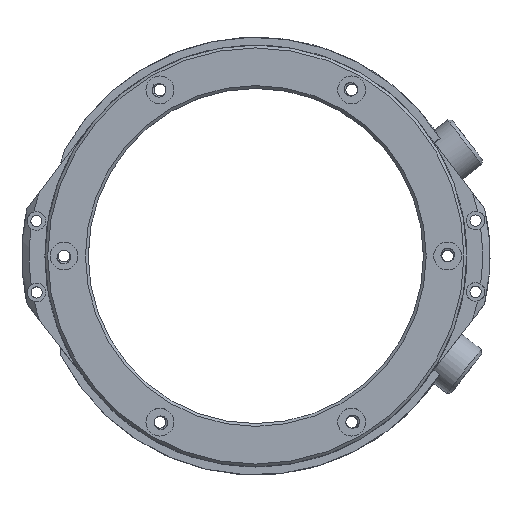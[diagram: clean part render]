
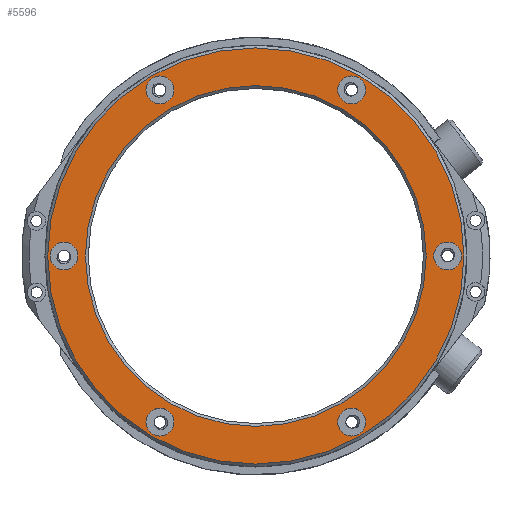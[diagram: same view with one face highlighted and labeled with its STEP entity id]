
A CAD part, top view. The second image highlights one B-rep face of the part: STEP entity #5596.
In plain terms, the highlighted planar face has unit normal (0, 0, 1).
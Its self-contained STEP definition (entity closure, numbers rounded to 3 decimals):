
#81=FACE_BOUND('',#732,.T.);
#82=FACE_BOUND('',#733,.T.);
#83=FACE_BOUND('',#734,.T.);
#84=FACE_BOUND('',#735,.T.);
#85=FACE_BOUND('',#736,.T.);
#86=FACE_BOUND('',#737,.T.);
#87=FACE_BOUND('',#738,.T.);
#142=PLANE('',#6021);
#386=FACE_OUTER_BOUND('',#731,.T.);
#731=EDGE_LOOP('',(#4492));
#732=EDGE_LOOP('',(#4493));
#733=EDGE_LOOP('',(#4494));
#734=EDGE_LOOP('',(#4495));
#735=EDGE_LOOP('',(#4496));
#736=EDGE_LOOP('',(#4497));
#737=EDGE_LOOP('',(#4498));
#738=EDGE_LOOP('',(#4499));
#950=CIRCLE('',#6019,18.3);
#952=CIRCLE('',#6022,22.35);
#953=CIRCLE('',#6023,1.5);
#954=CIRCLE('',#6024,1.5);
#955=CIRCLE('',#6025,1.5);
#956=CIRCLE('',#6026,1.5);
#957=CIRCLE('',#6027,1.5);
#958=CIRCLE('',#6028,1.5);
#2540=VERTEX_POINT('',#14273);
#2542=VERTEX_POINT('',#14279);
#2543=VERTEX_POINT('',#14281);
#2544=VERTEX_POINT('',#14283);
#2545=VERTEX_POINT('',#14285);
#2546=VERTEX_POINT('',#14287);
#2547=VERTEX_POINT('',#14289);
#2548=VERTEX_POINT('',#14291);
#3312=EDGE_CURVE('',#2540,#2540,#950,.T.);
#3315=EDGE_CURVE('',#2542,#2542,#952,.T.);
#3316=EDGE_CURVE('',#2543,#2543,#953,.T.);
#3317=EDGE_CURVE('',#2544,#2544,#954,.T.);
#3318=EDGE_CURVE('',#2545,#2545,#955,.T.);
#3319=EDGE_CURVE('',#2546,#2546,#956,.T.);
#3320=EDGE_CURVE('',#2547,#2547,#957,.T.);
#3321=EDGE_CURVE('',#2548,#2548,#958,.T.);
#4492=ORIENTED_EDGE('',*,*,#3315,.F.);
#4493=ORIENTED_EDGE('',*,*,#3316,.T.);
#4494=ORIENTED_EDGE('',*,*,#3317,.T.);
#4495=ORIENTED_EDGE('',*,*,#3318,.T.);
#4496=ORIENTED_EDGE('',*,*,#3319,.T.);
#4497=ORIENTED_EDGE('',*,*,#3320,.T.);
#4498=ORIENTED_EDGE('',*,*,#3321,.T.);
#4499=ORIENTED_EDGE('',*,*,#3312,.F.);
#5596=ADVANCED_FACE('',(#386,#81,#82,#83,#84,#85,#86,#87),#142,.T.);
#6019=AXIS2_PLACEMENT_3D('',#14274,#7040,#7041);
#6021=AXIS2_PLACEMENT_3D('',#14278,#7045,#7046);
#6022=AXIS2_PLACEMENT_3D('',#14280,#7047,#7048);
#6023=AXIS2_PLACEMENT_3D('',#14282,#7049,#7050);
#6024=AXIS2_PLACEMENT_3D('',#14284,#7051,#7052);
#6025=AXIS2_PLACEMENT_3D('',#14286,#7053,#7054);
#6026=AXIS2_PLACEMENT_3D('',#14288,#7055,#7056);
#6027=AXIS2_PLACEMENT_3D('',#14290,#7057,#7058);
#6028=AXIS2_PLACEMENT_3D('',#14292,#7059,#7060);
#7040=DIRECTION('center_axis',(0.,0.,1.));
#7041=DIRECTION('ref_axis',(1.,0.,0.));
#7045=DIRECTION('center_axis',(0.,0.,1.));
#7046=DIRECTION('ref_axis',(1.,0.,0.));
#7047=DIRECTION('center_axis',(0.,0.,-1.));
#7048=DIRECTION('ref_axis',(1.,0.,0.));
#7049=DIRECTION('center_axis',(0.,0.,-1.));
#7050=DIRECTION('ref_axis',(-0.5,0.866,0.));
#7051=DIRECTION('center_axis',(0.,0.,-1.));
#7052=DIRECTION('ref_axis',(0.5,0.866,0.));
#7053=DIRECTION('center_axis',(0.,0.,-1.));
#7054=DIRECTION('ref_axis',(1.,0.,0.));
#7055=DIRECTION('center_axis',(0.,0.,-1.));
#7056=DIRECTION('ref_axis',(0.5,-0.866,0.));
#7057=DIRECTION('center_axis',(0.,0.,-1.));
#7058=DIRECTION('ref_axis',(-0.5,-0.866,0.));
#7059=DIRECTION('center_axis',(0.,0.,-1.));
#7060=DIRECTION('ref_axis',(-1.,0.,0.));
#14273=CARTESIAN_POINT('',(-18.3,0.,6.5));
#14274=CARTESIAN_POINT('Origin',(0.,0.,6.5));
#14278=CARTESIAN_POINT('Origin',(0.,0.,6.5));
#14279=CARTESIAN_POINT('',(-22.35,0.,6.5));
#14280=CARTESIAN_POINT('Origin',(0.,0.,6.5));
#14281=CARTESIAN_POINT('',(11.05,-19.139,6.5));
#14282=CARTESIAN_POINT('Origin',(10.3,-17.84,6.5));
#14283=CARTESIAN_POINT('',(-11.05,-19.139,6.5));
#14284=CARTESIAN_POINT('Origin',(-10.3,-17.84,6.5));
#14285=CARTESIAN_POINT('',(-22.1,0.,6.5));
#14286=CARTESIAN_POINT('Origin',(-20.6,0.,6.5));
#14287=CARTESIAN_POINT('',(-11.05,19.139,6.5));
#14288=CARTESIAN_POINT('Origin',(-10.3,17.84,6.5));
#14289=CARTESIAN_POINT('',(11.05,19.139,6.5));
#14290=CARTESIAN_POINT('Origin',(10.3,17.84,6.5));
#14291=CARTESIAN_POINT('',(22.1,0.,6.5));
#14292=CARTESIAN_POINT('Origin',(20.6,0.,6.5));
